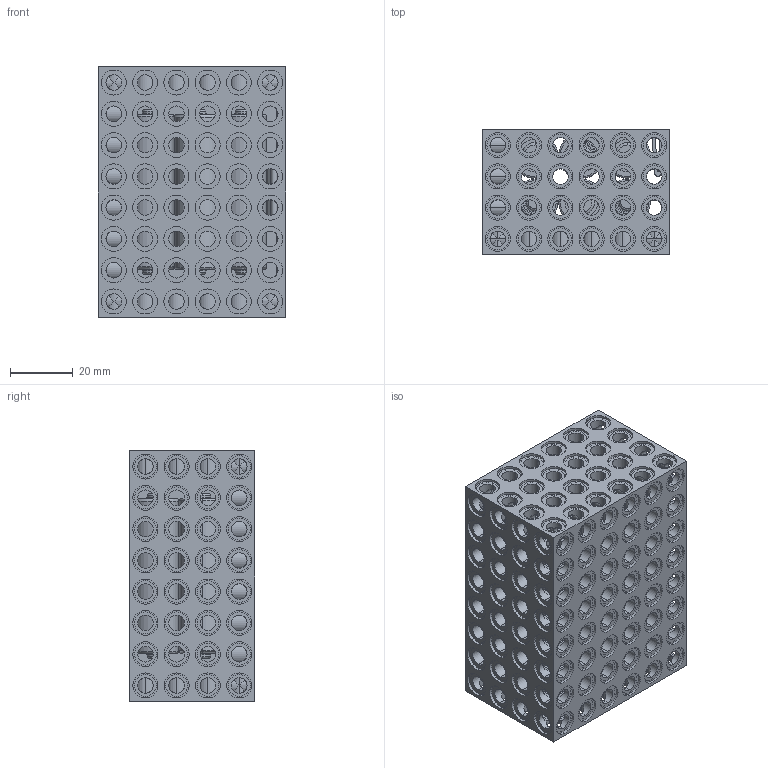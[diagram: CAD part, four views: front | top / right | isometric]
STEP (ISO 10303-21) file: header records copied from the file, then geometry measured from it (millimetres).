
FILE_DESCRIPTION (( 'STEP AP203' ), '1' );
FILE_NAME ('BAcA.STEP', '2019-02-15T11:09:15', ( '' ), ( '' ), 'SwSTEP 2.0', 'SolidWorks 2018', '' );
FILE_SCHEMA (( 'CONFIG_CONTROL_DESIGN' ));
Length unit declared in the file: millimetre
Products named in the file (5): BAcA_2; Battery; 6AA; BAcA
Assembly tree (9 placements, depth 3):
  BAcA
    BAcA
    BAcA_2
    6AA
      Battery  x6
Bounding box: 60 x 40.2 x 80 mm (x, y, z)
Volume: 78715.3 mm3; surface area: 86886 mm2
Topology: 8 solids, 8 shells, 1673 faces, 3924 edges, 2424 vertices
Faces by surface type: cylinder 1196, plane 381, bspline 96
Entity records: 46021 total; most frequent: CARTESIAN_POINT 9443, DIRECTION 7856, ORIENTED_EDGE 7288, EDGE_CURVE 3644, AXIS2_PLACEMENT_3D 3275, VERTEX_POINT 2254, EDGE_LOOP 2104, CIRCLE 1750
